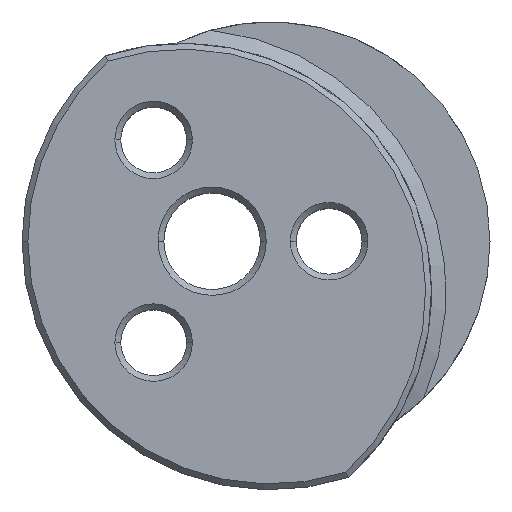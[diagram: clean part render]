
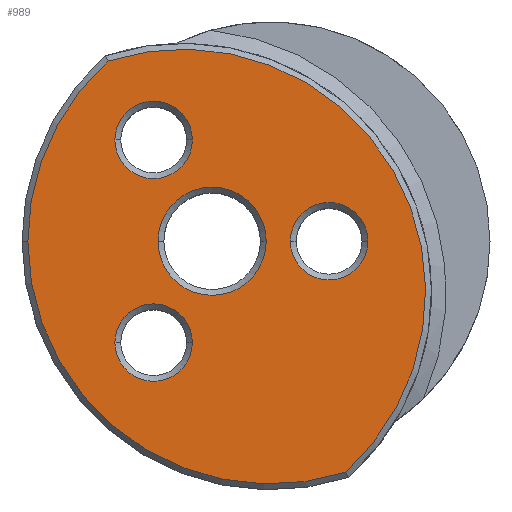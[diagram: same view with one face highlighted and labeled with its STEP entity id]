
A CAD part, top view. The second image highlights one B-rep face of the part: STEP entity #989.
In plain terms, the highlighted planar face has unit normal (0, 0, 1).
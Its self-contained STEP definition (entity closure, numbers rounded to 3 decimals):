
#26 = VERTEX_POINT ( 'NONE', #914 ) ;
#40 = DIRECTION ( 'NONE',  ( 1., 0., 0. ) ) ;
#43 = DIRECTION ( 'NONE',  ( 1., 0., 0. ) ) ;
#58 = DIRECTION ( 'NONE',  ( 1., 0., 0. ) ) ;
#60 = EDGE_LOOP ( 'NONE', ( #259, #939, #669 ) ) ;
#61 = CARTESIAN_POINT ( 'NONE',  ( -3.559, 6.164, 5.6 ) ) ;
#77 = DIRECTION ( 'NONE',  ( 0., 0., -1. ) ) ;
#110 = VERTEX_POINT ( 'NONE', #61 ) ;
#112 = VERTEX_POINT ( 'NONE', #224 ) ;
#115 = ORIENTED_EDGE ( 'NONE', *, *, #611, .T. ) ;
#133 = EDGE_CURVE ( 'NONE', #253, #454, #621, .T. ) ;
#135 = CARTESIAN_POINT ( 'NONE',  ( -2., 3.464, 5.6 ) ) ;
#139 = EDGE_CURVE ( 'NONE', #110, #851, #371, .T. ) ;
#150 = DIRECTION ( 'NONE',  ( 1., 0., 0. ) ) ;
#192 = DIRECTION ( 'NONE',  ( 1., 0., 0. ) ) ;
#205 = AXIS2_PLACEMENT_3D ( 'NONE', #1029, #406, #667 ) ;
#220 = FACE_BOUND ( 'NONE', #582, .T. ) ;
#223 = AXIS2_PLACEMENT_3D ( 'NONE', #135, #322, #43 ) ;
#224 = CARTESIAN_POINT ( 'NONE',  ( -1.85, 0., 5.6 ) ) ;
#230 = DIRECTION ( 'NONE',  ( 0., 0., -1. ) ) ;
#253 = VERTEX_POINT ( 'NONE', #883 ) ;
#258 = CARTESIAN_POINT ( 'NONE',  ( -2., 3.464, 5.6 ) ) ;
#259 = ORIENTED_EDGE ( 'NONE', *, *, #1113, .T. ) ;
#261 = AXIS2_PLACEMENT_3D ( 'NONE', #681, #778, #1128 ) ;
#270 = ORIENTED_EDGE ( 'NONE', *, *, #574, .T. ) ;
#283 = CARTESIAN_POINT ( 'NONE',  ( -6.3, 0., 5.6 ) ) ;
#289 = CARTESIAN_POINT ( 'NONE',  ( 2.675, 0., 5.6 ) ) ;
#309 = EDGE_CURVE ( 'NONE', #313, #654, #447, .T. ) ;
#313 = VERTEX_POINT ( 'NONE', #289 ) ;
#322 = DIRECTION ( 'NONE',  ( 0., 0., -1. ) ) ;
#346 = CARTESIAN_POINT ( 'NONE',  ( 5.325, 0., 5.6 ) ) ;
#367 = DIRECTION ( 'NONE',  ( 0., 0., -1. ) ) ;
#371 = CIRCLE ( 'NONE', #261, 8.3 ) ;
#372 = AXIS2_PLACEMENT_3D ( 'NONE', #258, #1155, #723 ) ;
#375 = DIRECTION ( 'NONE',  ( 1., 0., 0. ) ) ;
#406 = DIRECTION ( 'NONE',  ( 0., 0., -1. ) ) ;
#413 = CARTESIAN_POINT ( 'NONE',  ( 0.5, -0.866, 5.6 ) ) ;
#414 = CARTESIAN_POINT ( 'NONE',  ( 0., 0., 5.6 ) ) ;
#420 = CARTESIAN_POINT ( 'NONE',  ( -2., -3.464, 5.6 ) ) ;
#447 = CIRCLE ( 'NONE', #1082, 1.325 ) ;
#448 = AXIS2_PLACEMENT_3D ( 'NONE', #414, #230, #150 ) ;
#454 = VERTEX_POINT ( 'NONE', #1048 ) ;
#466 = CIRCLE ( 'NONE', #205, 1.85 ) ;
#470 = EDGE_CURVE ( 'NONE', #26, #112, #770, .T. ) ;
#480 = VERTEX_POINT ( 'NONE', #1031 ) ;
#484 = CIRCLE ( 'NONE', #1138, 1.325 ) ;
#503 = AXIS2_PLACEMENT_3D ( 'NONE', #413, #591, #58 ) ;
#507 = FACE_OUTER_BOUND ( 'NONE', #60, .T. ) ;
#513 = CARTESIAN_POINT ( 'NONE',  ( -2., -3.464, 5.6 ) ) ;
#527 = CIRCLE ( 'NONE', #657, 1.325 ) ;
#528 = CARTESIAN_POINT ( 'NONE',  ( -3.325, -3.464, 5.6 ) ) ;
#537 = DIRECTION ( 'NONE',  ( 1., 0., 0. ) ) ;
#574 = EDGE_CURVE ( 'NONE', #648, #1054, #484, .T. ) ;
#580 = CIRCLE ( 'NONE', #372, 1.325 ) ;
#582 = EDGE_LOOP ( 'NONE', ( #888, #115 ) ) ;
#591 = DIRECTION ( 'NONE',  ( 0., 0., 1. ) ) ;
#593 = ORIENTED_EDGE ( 'NONE', *, *, #594, .T. ) ;
#594 = EDGE_CURVE ( 'NONE', #654, #313, #1115, .T. ) ;
#596 = EDGE_LOOP ( 'NONE', ( #877, #962 ) ) ;
#611 = EDGE_CURVE ( 'NONE', #454, #253, #580, .T. ) ;
#621 = CIRCLE ( 'NONE', #223, 1.325 ) ;
#629 = CARTESIAN_POINT ( 'NONE',  ( -0.675, -3.464, 5.6 ) ) ;
#648 = VERTEX_POINT ( 'NONE', #629 ) ;
#654 = VERTEX_POINT ( 'NONE', #346 ) ;
#656 = CARTESIAN_POINT ( 'NONE',  ( 2., 0., 5.6 ) ) ;
#657 = AXIS2_PLACEMENT_3D ( 'NONE', #513, #77, #985 ) ;
#663 = FACE_BOUND ( 'NONE', #1021, .T. ) ;
#667 = DIRECTION ( 'NONE',  ( 1., 0., 0. ) ) ;
#669 = ORIENTED_EDGE ( 'NONE', *, *, #820, .T. ) ;
#675 = CIRCLE ( 'NONE', #843, 8.3 ) ;
#681 = CARTESIAN_POINT ( 'NONE',  ( 2., 0., 5.6 ) ) ;
#723 = DIRECTION ( 'NONE',  ( 1., 0., 0. ) ) ;
#747 = EDGE_LOOP ( 'NONE', ( #593, #944 ) ) ;
#753 = DIRECTION ( 'NONE',  ( 0., 0., 1. ) ) ;
#755 = CARTESIAN_POINT ( 'NONE',  ( 4., 0., 5.6 ) ) ;
#770 = CIRCLE ( 'NONE', #448, 1.85 ) ;
#775 = FACE_BOUND ( 'NONE', #596, .T. ) ;
#776 = DIRECTION ( 'NONE',  ( 1., 0., 0. ) ) ;
#778 = DIRECTION ( 'NONE',  ( 0., 0., 1. ) ) ;
#813 = ORIENTED_EDGE ( 'NONE', *, *, #1125, .T. ) ;
#820 = EDGE_CURVE ( 'NONE', #851, #480, #675, .T. ) ;
#843 = AXIS2_PLACEMENT_3D ( 'NONE', #656, #753, #192 ) ;
#851 = VERTEX_POINT ( 'NONE', #283 ) ;
#863 = DIRECTION ( 'NONE',  ( 0., 0., -1. ) ) ;
#877 = ORIENTED_EDGE ( 'NONE', *, *, #470, .T. ) ;
#882 = AXIS2_PLACEMENT_3D ( 'NONE', #1132, #1025, #40 ) ;
#883 = CARTESIAN_POINT ( 'NONE',  ( -0.675, 3.464, 5.6 ) ) ;
#888 = ORIENTED_EDGE ( 'NONE', *, *, #133, .T. ) ;
#914 = CARTESIAN_POINT ( 'NONE',  ( 1.85, 0., 5.6 ) ) ;
#939 = ORIENTED_EDGE ( 'NONE', *, *, #139, .T. ) ;
#944 = ORIENTED_EDGE ( 'NONE', *, *, #309, .T. ) ;
#962 = ORIENTED_EDGE ( 'NONE', *, *, #967, .T. ) ;
#967 = EDGE_CURVE ( 'NONE', #112, #26, #466, .T. ) ;
#979 = DIRECTION ( 'NONE',  ( 0., 0., 1. ) ) ;
#985 = DIRECTION ( 'NONE',  ( 1., 0., 0. ) ) ;
#989 = ADVANCED_FACE ( 'NONE', ( #507, #775, #220, #1038, #663 ), #1105, .T. ) ;
#996 = CIRCLE ( 'NONE', #1159, 8.3 ) ;
#1021 = EDGE_LOOP ( 'NONE', ( #270, #813 ) ) ;
#1025 = DIRECTION ( 'NONE',  ( 0., 0., -1. ) ) ;
#1029 = CARTESIAN_POINT ( 'NONE',  ( 0., 0., 5.6 ) ) ;
#1031 = CARTESIAN_POINT ( 'NONE',  ( 4.559, -7.896, 5.6 ) ) ;
#1038 = FACE_BOUND ( 'NONE', #747, .T. ) ;
#1048 = CARTESIAN_POINT ( 'NONE',  ( -3.325, 3.464, 5.6 ) ) ;
#1054 = VERTEX_POINT ( 'NONE', #528 ) ;
#1082 = AXIS2_PLACEMENT_3D ( 'NONE', #755, #367, #375 ) ;
#1105 = PLANE ( 'NONE',  #503 ) ;
#1113 = EDGE_CURVE ( 'NONE', #480, #110, #996, .T. ) ;
#1115 = CIRCLE ( 'NONE', #882, 1.325 ) ;
#1125 = EDGE_CURVE ( 'NONE', #1054, #648, #527, .T. ) ;
#1128 = DIRECTION ( 'NONE',  ( 1., 0., 0. ) ) ;
#1132 = CARTESIAN_POINT ( 'NONE',  ( 4., 0., 5.6 ) ) ;
#1138 = AXIS2_PLACEMENT_3D ( 'NONE', #420, #863, #776 ) ;
#1149 = CARTESIAN_POINT ( 'NONE',  ( -1., -1.732, 5.6 ) ) ;
#1155 = DIRECTION ( 'NONE',  ( 0., 0., -1. ) ) ;
#1159 = AXIS2_PLACEMENT_3D ( 'NONE', #1149, #979, #537 ) ;
